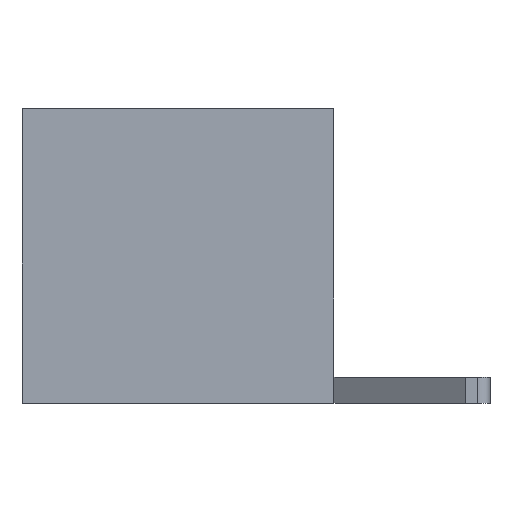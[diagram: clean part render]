
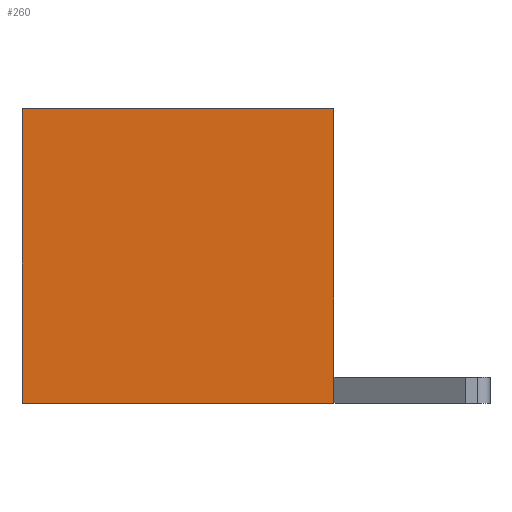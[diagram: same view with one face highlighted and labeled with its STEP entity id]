
A CAD part, top view. The second image highlights one B-rep face of the part: STEP entity #260.
In plain terms, the highlighted planar face has unit normal (0, 0, 1).
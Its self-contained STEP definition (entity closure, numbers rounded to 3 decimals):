
#24=PLANE('',#295);
#38=FACE_OUTER_BOUND('',#52,.T.);
#52=EDGE_LOOP('',(#236,#237,#238,#239,#240));
#57=LINE('',#383,#85);
#64=LINE('',#400,#92);
#74=LINE('',#426,#102);
#75=LINE('',#428,#103);
#81=LINE('',#438,#109);
#85=VECTOR('',#310,10.);
#92=VECTOR('',#323,10.);
#102=VECTOR('',#345,10.);
#103=VECTOR('',#348,10.);
#109=VECTOR('',#362,10.);
#121=VERTEX_POINT('',#380);
#122=VERTEX_POINT('',#382);
#129=VERTEX_POINT('',#398);
#134=VERTEX_POINT('',#412);
#139=VERTEX_POINT('',#424);
#145=EDGE_CURVE('',#122,#121,#57,.T.);
#154=EDGE_CURVE('',#121,#129,#64,.T.);
#167=EDGE_CURVE('',#134,#139,#74,.T.);
#168=EDGE_CURVE('',#122,#139,#75,.T.);
#174=EDGE_CURVE('',#134,#129,#81,.T.);
#236=ORIENTED_EDGE('',*,*,#154,.T.);
#237=ORIENTED_EDGE('',*,*,#174,.F.);
#238=ORIENTED_EDGE('',*,*,#167,.T.);
#239=ORIENTED_EDGE('',*,*,#168,.F.);
#240=ORIENTED_EDGE('',*,*,#145,.T.);
#260=ADVANCED_FACE('',(#38),#24,.T.);
#295=AXIS2_PLACEMENT_3D('',#440,#365,#366);
#310=DIRECTION('',(0.,-1.,0.));
#323=DIRECTION('',(1.,0.,0.));
#345=DIRECTION('',(0.,1.,0.));
#348=DIRECTION('',(1.,0.,0.));
#362=DIRECTION('',(0.,-1.,0.));
#365=DIRECTION('center_axis',(0.,0.,1.));
#366=DIRECTION('ref_axis',(-1.,0.,0.));
#380=CARTESIAN_POINT('',(-101.513,-47.247,4.));
#382=CARTESIAN_POINT('',(-101.513,0.,4.));
#383=CARTESIAN_POINT('',(-101.513,1.377,4.));
#398=CARTESIAN_POINT('',(-51.513,-47.247,4.));
#400=CARTESIAN_POINT('',(-76.513,-47.247,4.));
#412=CARTESIAN_POINT('',(-51.513,-43.047,4.));
#424=CARTESIAN_POINT('',(-51.513,0.,4.));
#426=CARTESIAN_POINT('',(-51.513,-21.523,4.));
#428=CARTESIAN_POINT('',(-101.513,0.,4.));
#438=CARTESIAN_POINT('',(-51.513,0.,4.));
#440=CARTESIAN_POINT('Origin',(-51.513,0.,4.));
